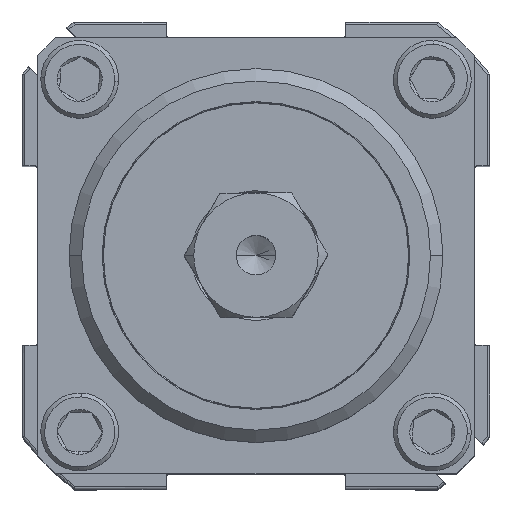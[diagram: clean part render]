
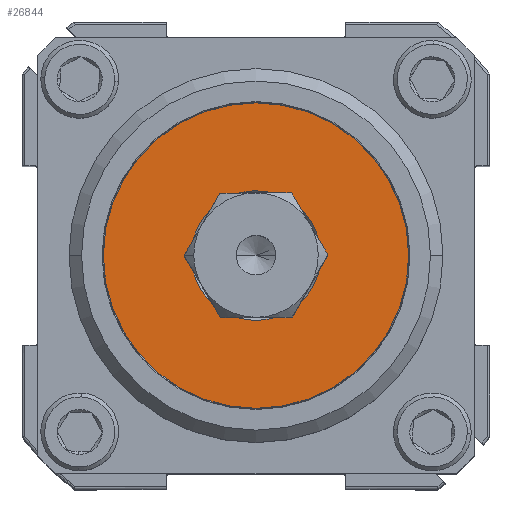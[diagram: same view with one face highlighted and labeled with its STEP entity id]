
A CAD part, top view. The second image highlights one B-rep face of the part: STEP entity #26844.
In plain terms, the highlighted face is planar.
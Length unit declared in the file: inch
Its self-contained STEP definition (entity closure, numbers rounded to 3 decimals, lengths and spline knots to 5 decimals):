
#343 = DIRECTION ( 'NONE',  ( -1., 0., 0. ) ) ;
#2900 = AXIS2_PLACEMENT_3D ( 'NONE', #31004, #15746, #343 ) ;
#3050 = CIRCLE ( 'NONE', #2900, 0.26 ) ;
#4012 = CARTESIAN_POINT ( 'NONE',  ( -0.96388, 0.23787, 0. ) ) ;
#5798 = FACE_BOUND ( 'NONE', #22434, .T. ) ;
#6483 = CARTESIAN_POINT ( 'NONE',  ( -0.34888, 0.23787, 0. ) ) ;
#7371 = DIRECTION ( 'NONE',  ( 0., 0., -1. ) ) ;
#8114 = CIRCLE ( 'NONE', #12935, 0.615 ) ;
#9050 = DIRECTION ( 'NONE',  ( 0., 0., -1. ) ) ;
#10313 = ORIENTED_EDGE ( 'NONE', *, *, #22658, .T. ) ;
#10907 = EDGE_CURVE ( 'NONE', #16069, #17390, #26631, .T. ) ;
#11305 = DIRECTION ( 'NONE',  ( 0., 0., 1. ) ) ;
#11376 = ORIENTED_EDGE ( 'NONE', *, *, #10907, .T. ) ;
#11692 = VERTEX_POINT ( 'NONE', #19820 ) ;
#12935 = AXIS2_PLACEMENT_3D ( 'NONE', #13088, #30938, #15679 ) ;
#13088 = CARTESIAN_POINT ( 'NONE',  ( -0.34888, 0.23787, 0. ) ) ;
#13245 = CIRCLE ( 'NONE', #18795, 0.26 ) ;
#14117 = PLANE ( 'NONE',  #19552 ) ;
#14126 = CARTESIAN_POINT ( 'NONE',  ( -0.08888, 0.23787, 0. ) ) ;
#15293 = AXIS2_PLACEMENT_3D ( 'NONE', #22768, #7371, #25313 ) ;
#15679 = DIRECTION ( 'NONE',  ( -1., 0., 0. ) ) ;
#15746 = DIRECTION ( 'NONE',  ( 0., 0., 1. ) ) ;
#16069 = VERTEX_POINT ( 'NONE', #4012 ) ;
#16460 = CARTESIAN_POINT ( 'NONE',  ( 0.26612, 0.23787, 0. ) ) ;
#17390 = VERTEX_POINT ( 'NONE', #16460 ) ;
#18795 = AXIS2_PLACEMENT_3D ( 'NONE', #26622, #11305, #29164 ) ;
#18966 = ORIENTED_EDGE ( 'NONE', *, *, #31087, .T. ) ;
#19552 = AXIS2_PLACEMENT_3D ( 'NONE', #6483, #9050, #26980 ) ;
#19820 = CARTESIAN_POINT ( 'NONE',  ( -0.60888, 0.23787, 0. ) ) ;
#20827 = EDGE_CURVE ( 'NONE', #17390, #16069, #8114, .T. ) ;
#22182 = VERTEX_POINT ( 'NONE', #14126 ) ;
#22434 = EDGE_LOOP ( 'NONE', ( #10313, #18966 ) ) ;
#22658 = EDGE_CURVE ( 'NONE', #11692, #22182, #13245, .T. ) ;
#22768 = CARTESIAN_POINT ( 'NONE',  ( -0.34888, 0.23787, 0. ) ) ;
#24849 = EDGE_LOOP ( 'NONE', ( #28326, #11376 ) ) ;
#25313 = DIRECTION ( 'NONE',  ( -1., 0., 0. ) ) ;
#25450 = FACE_OUTER_BOUND ( 'NONE', #24849, .T. ) ;
#26622 = CARTESIAN_POINT ( 'NONE',  ( -0.34888, 0.23787, 0. ) ) ;
#26631 = CIRCLE ( 'NONE', #15293, 0.615 ) ;
#26844 = ADVANCED_FACE ( 'NONE', ( #5798, #25450 ), #14117, .T. ) ;
#26980 = DIRECTION ( 'NONE',  ( 0., -1., 0. ) ) ;
#28326 = ORIENTED_EDGE ( 'NONE', *, *, #20827, .T. ) ;
#29164 = DIRECTION ( 'NONE',  ( -1., 0., 0. ) ) ;
#30938 = DIRECTION ( 'NONE',  ( 0., 0., -1. ) ) ;
#31004 = CARTESIAN_POINT ( 'NONE',  ( -0.34888, 0.23787, 0. ) ) ;
#31087 = EDGE_CURVE ( 'NONE', #22182, #11692, #3050, .T. ) ;
